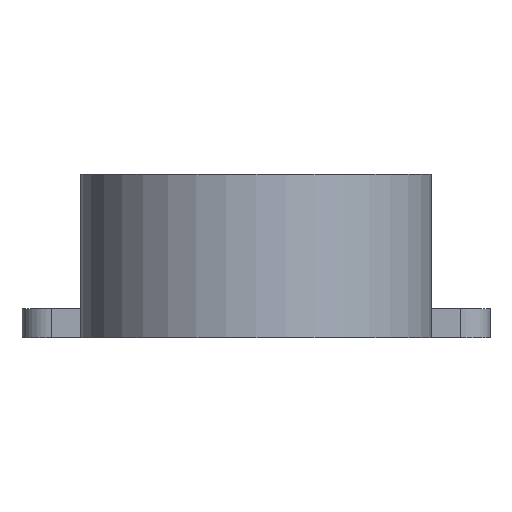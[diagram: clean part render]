
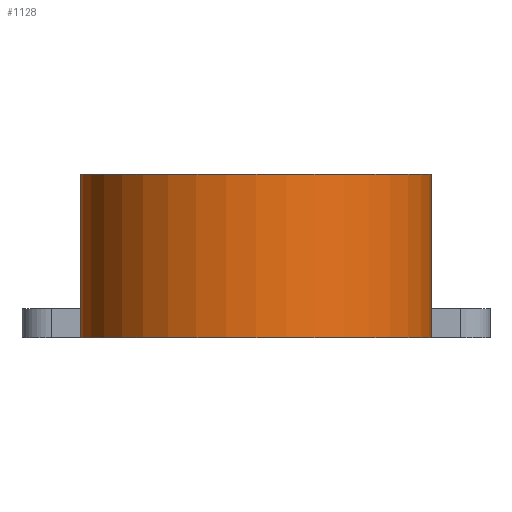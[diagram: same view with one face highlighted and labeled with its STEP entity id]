
A CAD part, left-side view. The second image highlights one B-rep face of the part: STEP entity #1128.
In plain terms, the highlighted cylindrical face has radius 30 mm (diameter 60 mm), a partial arc.
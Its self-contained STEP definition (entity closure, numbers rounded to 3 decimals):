
#70=LINE('',#1627,#158);
#138=LINE('',#1834,#226);
#158=VECTOR('',#1305,28.);
#226=VECTOR('',#1507,28.);
#336=FACE_OUTER_BOUND('',#446,.T.);
#446=EDGE_LOOP('',(#1037,#1038,#1039,#1040));
#477=CIRCLE('',#1196,30.);
#482=CIRCLE('',#1202,30.);
#521=VERTEX_POINT('',#1624);
#522=VERTEX_POINT('',#1626);
#576=VERTEX_POINT('',#1775);
#585=VERTEX_POINT('',#1798);
#636=EDGE_CURVE('',#521,#522,#70,.T.);
#707=EDGE_CURVE('',#522,#576,#477,.T.);
#721=EDGE_CURVE('',#521,#585,#482,.T.);
#738=EDGE_CURVE('',#585,#576,#138,.T.);
#1037=ORIENTED_EDGE('',*,*,#721,.T.);
#1038=ORIENTED_EDGE('',*,*,#738,.T.);
#1039=ORIENTED_EDGE('',*,*,#707,.F.);
#1040=ORIENTED_EDGE('',*,*,#636,.F.);
#1067=CYLINDRICAL_SURFACE('',#1245,30.);
#1128=ADVANCED_FACE('',(#336),#1067,.T.);
#1196=AXIS2_PLACEMENT_3D('',#1776,#1446,#1447);
#1202=AXIS2_PLACEMENT_3D('',#1800,#1467,#1468);
#1245=AXIS2_PLACEMENT_3D('',#1977,#1564,#1565);
#1305=DIRECTION('',(0.,0.,1.));
#1446=DIRECTION('center_axis',(0.,0.,1.));
#1447=DIRECTION('ref_axis',(0.,1.,0.));
#1467=DIRECTION('center_axis',(0.,0.,1.));
#1468=DIRECTION('ref_axis',(0.,1.,0.));
#1507=DIRECTION('',(0.,0.,1.));
#1564=DIRECTION('center_axis',(0.,0.,1.));
#1565=DIRECTION('ref_axis',(0.,1.,0.));
#1624=CARTESIAN_POINT('',(-31.,30.,0.));
#1626=CARTESIAN_POINT('',(-31.,30.,28.));
#1627=CARTESIAN_POINT('',(-31.,30.,0.));
#1775=CARTESIAN_POINT('',(-31.,-30.,28.));
#1776=CARTESIAN_POINT('Origin',(-31.,0.,28.));
#1798=CARTESIAN_POINT('',(-31.,-30.,0.));
#1800=CARTESIAN_POINT('Origin',(-31.,0.,0.));
#1834=CARTESIAN_POINT('',(-31.,-30.,0.));
#1977=CARTESIAN_POINT('Origin',(-31.,0.,0.));
